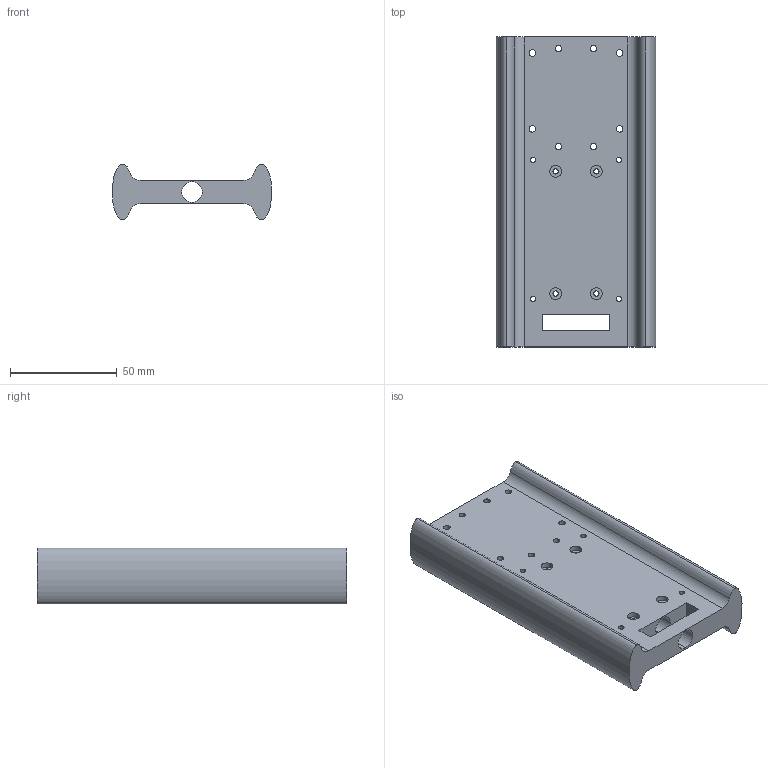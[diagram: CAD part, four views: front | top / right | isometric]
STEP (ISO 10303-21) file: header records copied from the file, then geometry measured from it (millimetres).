
FILE_DESCRIPTION (( 'STEP AP214' ), '1' );
FILE_NAME ('Electronics_sled_best_Telemetrumdual redundant glassed thru rod.STEP', '2024-07-16T18:14:42', ( '' ), ( '' ), 'SwSTEP 2.0', 'SolidWorks 2024', '' );
FILE_SCHEMA (( 'AUTOMOTIVE_DESIGN' ));
Length unit declared in the file: centimetre
Products named in the file (1): Electronics_sled_best_Telemetrumdual redundant glassed thru rod
Bounding box: 74.61 x 145 x 26 mm (x, y, z)
Volume: 133965.4 mm3; surface area: 37232.1 mm2
Topology: 1 solids, 1 shells, 74 faces, 196 edges, 128 vertices
Faces by surface type: cylinder 48, plane 12, cone 8, bspline 6
Entity records: 2457 total; most frequent: CARTESIAN_POINT 477, DIRECTION 426, ORIENTED_EDGE 392, EDGE_CURVE 196, AXIS2_PLACEMENT_3D 173, VERTEX_POINT 128, EDGE_LOOP 116, CIRCLE 104
